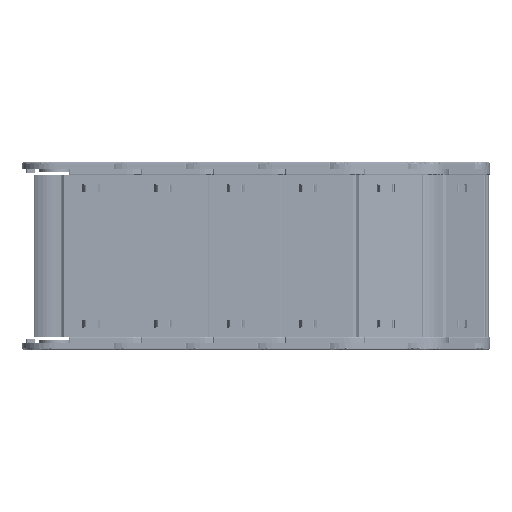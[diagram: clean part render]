
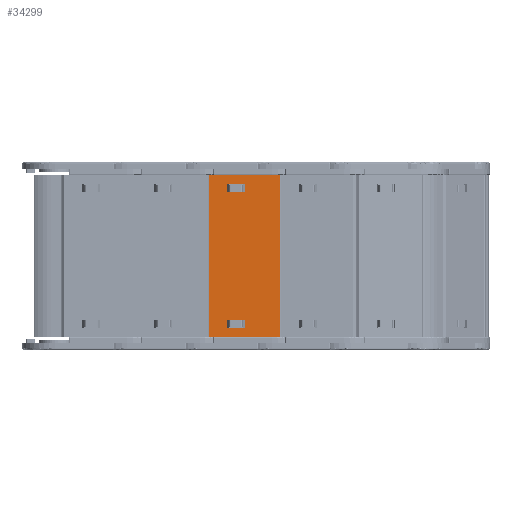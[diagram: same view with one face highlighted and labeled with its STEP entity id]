
A CAD part, front view. The second image highlights one B-rep face of the part: STEP entity #34299.
In plain terms, the highlighted planar face has unit normal (0, -1, 0).
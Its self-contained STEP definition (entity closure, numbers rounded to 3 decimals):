
#235 = EDGE_CURVE ( 'NONE', #13784, #44513, #7036, .T. ) ;
#1097 = VECTOR ( 'NONE', #8610, 1000. ) ;
#2293 = VERTEX_POINT ( 'NONE', #34948 ) ;
#2352 = ORIENTED_EDGE ( 'NONE', *, *, #19619, .F. ) ;
#2911 = ORIENTED_EDGE ( 'NONE', *, *, #31491, .T. ) ;
#3139 = ORIENTED_EDGE ( 'NONE', *, *, #235, .T. ) ;
#3494 = LINE ( 'NONE', #38525, #32249 ) ;
#4542 = LINE ( 'NONE', #16306, #39850 ) ;
#4704 = FACE_BOUND ( 'NONE', #5476, .T. ) ;
#5129 = CARTESIAN_POINT ( 'NONE',  ( -40.943, 70.399, -19.116 ) ) ;
#5476 = EDGE_LOOP ( 'NONE', ( #3139, #6627, #11022, #2911 ) ) ;
#5513 = CARTESIAN_POINT ( 'NONE',  ( -26.943, 70.399, 80.884 ) ) ;
#5593 = CARTESIAN_POINT ( 'NONE',  ( -43.943, 70.399, -32.166 ) ) ;
#5634 = ORIENTED_EDGE ( 'NONE', *, *, #31677, .F. ) ;
#6129 = EDGE_CURVE ( 'NONE', #20807, #34800, #4542, .T. ) ;
#6450 = CARTESIAN_POINT ( 'NONE',  ( -40.943, 70.399, 87.184 ) ) ;
#6627 = ORIENTED_EDGE ( 'NONE', *, *, #39709, .T. ) ;
#6718 = LINE ( 'NONE', #23181, #39302 ) ;
#7036 = LINE ( 'NONE', #43782, #1097 ) ;
#7525 = ORIENTED_EDGE ( 'NONE', *, *, #35308, .F. ) ;
#8092 = CARTESIAN_POINT ( 'NONE',  ( -68.923, 70.399, 93.934 ) ) ;
#8610 = DIRECTION ( 'NONE',  ( -1., 0., 0. ) ) ;
#9328 = VERTEX_POINT ( 'NONE', #35440 ) ;
#9824 = VERTEX_POINT ( 'NONE', #6450 ) ;
#10611 = CARTESIAN_POINT ( 'NONE',  ( -40.943, 70.399, 80.884 ) ) ;
#11022 = ORIENTED_EDGE ( 'NONE', *, *, #13024, .T. ) ;
#12065 = DIRECTION ( 'NONE',  ( -1., 0., 0. ) ) ;
#13024 = EDGE_CURVE ( 'NONE', #9824, #18395, #36932, .T. ) ;
#13784 = VERTEX_POINT ( 'NONE', #38708 ) ;
#15976 = DIRECTION ( 'NONE',  ( 1., 0., 0. ) ) ;
#16306 = CARTESIAN_POINT ( 'NONE',  ( -12.723, 70.399, 90.053 ) ) ;
#17936 = CARTESIAN_POINT ( 'NONE',  ( -68.923, 70.399, -32.166 ) ) ;
#18395 = VERTEX_POINT ( 'NONE', #29341 ) ;
#18863 = LINE ( 'NONE', #37144, #21026 ) ;
#19157 = DIRECTION ( 'NONE',  ( 0., 0., -1. ) ) ;
#19619 = EDGE_CURVE ( 'NONE', #34800, #29165, #27889, .T. ) ;
#19901 = PLANE ( 'NONE',  #26039 ) ;
#20119 = ORIENTED_EDGE ( 'NONE', *, *, #36723, .T. ) ;
#20547 = VERTEX_POINT ( 'NONE', #8092 ) ;
#20807 = VERTEX_POINT ( 'NONE', #37771 ) ;
#21026 = VECTOR ( 'NONE', #40614, 1000. ) ;
#21039 = ORIENTED_EDGE ( 'NONE', *, *, #6129, .F. ) ;
#22674 = LINE ( 'NONE', #5513, #30339 ) ;
#23181 = CARTESIAN_POINT ( 'NONE',  ( -40.943, 70.399, -25.416 ) ) ;
#23530 = DIRECTION ( 'NONE',  ( 0., 0., -1. ) ) ;
#24212 = EDGE_CURVE ( 'NONE', #20547, #29165, #31485, .T. ) ;
#24680 = ORIENTED_EDGE ( 'NONE', *, *, #29865, .F. ) ;
#24994 = CARTESIAN_POINT ( 'NONE',  ( -26.943, 70.399, -25.416 ) ) ;
#26039 = AXIS2_PLACEMENT_3D ( 'NONE', #27021, #26584, #43760 ) ;
#26378 = EDGE_CURVE ( 'NONE', #9328, #2293, #29698, .T. ) ;
#26573 = VECTOR ( 'NONE', #34187, 1000. ) ;
#26584 = DIRECTION ( 'NONE',  ( 0., 1., 0. ) ) ;
#27021 = CARTESIAN_POINT ( 'NONE',  ( -43.943, 70.399, 8.434 ) ) ;
#27135 = ORIENTED_EDGE ( 'NONE', *, *, #26378, .F. ) ;
#27889 = LINE ( 'NONE', #5593, #37151 ) ;
#27979 = FACE_OUTER_BOUND ( 'NONE', #39695, .T. ) ;
#28256 = CARTESIAN_POINT ( 'NONE',  ( -40.943, 70.399, 80.884 ) ) ;
#28333 = VERTEX_POINT ( 'NONE', #24994 ) ;
#29165 = VERTEX_POINT ( 'NONE', #17936 ) ;
#29341 = CARTESIAN_POINT ( 'NONE',  ( -26.943, 70.399, 87.184 ) ) ;
#29698 = LINE ( 'NONE', #5129, #42758 ) ;
#29711 = CARTESIAN_POINT ( 'NONE',  ( -68.923, 70.399, 90.053 ) ) ;
#29865 = EDGE_CURVE ( 'NONE', #42725, #28333, #6718, .T. ) ;
#30339 = VECTOR ( 'NONE', #19157, 1000. ) ;
#30383 = VECTOR ( 'NONE', #43823, 1000. ) ;
#30706 = CARTESIAN_POINT ( 'NONE',  ( -40.943, 70.399, 87.184 ) ) ;
#30978 = VECTOR ( 'NONE', #31922, 1000. ) ;
#31485 = LINE ( 'NONE', #29711, #30383 ) ;
#31491 = EDGE_CURVE ( 'NONE', #18395, #13784, #22674, .T. ) ;
#31677 = EDGE_CURVE ( 'NONE', #2293, #42725, #18863, .T. ) ;
#31922 = DIRECTION ( 'NONE',  ( 0., 0., 1. ) ) ;
#32249 = VECTOR ( 'NONE', #44751, 1000. ) ;
#32873 = VECTOR ( 'NONE', #41285, 1000. ) ;
#33501 = EDGE_LOOP ( 'NONE', ( #27135, #7525, #24680, #5634 ) ) ;
#34187 = DIRECTION ( 'NONE',  ( 1., 0., 0. ) ) ;
#34299 = ADVANCED_FACE ( 'NONE', ( #41569, #27979, #4704 ), #19901, .F. ) ;
#34800 = VERTEX_POINT ( 'NONE', #42317 ) ;
#34948 = CARTESIAN_POINT ( 'NONE',  ( -40.943, 70.399, -19.116 ) ) ;
#35308 = EDGE_CURVE ( 'NONE', #28333, #9328, #38825, .T. ) ;
#35440 = CARTESIAN_POINT ( 'NONE',  ( -26.943, 70.399, -19.116 ) ) ;
#36546 = DIRECTION ( 'NONE',  ( -1., 0., 0. ) ) ;
#36723 = EDGE_CURVE ( 'NONE', #20807, #20547, #3494, .T. ) ;
#36932 = LINE ( 'NONE', #30706, #26573 ) ;
#37144 = CARTESIAN_POINT ( 'NONE',  ( -40.943, 70.399, -19.116 ) ) ;
#37151 = VECTOR ( 'NONE', #36546, 1000. ) ;
#37704 = CARTESIAN_POINT ( 'NONE',  ( -40.943, 70.399, -25.416 ) ) ;
#37771 = CARTESIAN_POINT ( 'NONE',  ( -12.723, 70.399, 93.934 ) ) ;
#38027 = LINE ( 'NONE', #28256, #30978 ) ;
#38525 = CARTESIAN_POINT ( 'NONE',  ( -43.943, 70.399, 93.934 ) ) ;
#38708 = CARTESIAN_POINT ( 'NONE',  ( -26.943, 70.399, 80.884 ) ) ;
#38825 = LINE ( 'NONE', #40852, #32873 ) ;
#39302 = VECTOR ( 'NONE', #15976, 1000. ) ;
#39695 = EDGE_LOOP ( 'NONE', ( #21039, #20119, #42203, #2352 ) ) ;
#39709 = EDGE_CURVE ( 'NONE', #44513, #9824, #38027, .T. ) ;
#39850 = VECTOR ( 'NONE', #23530, 1000. ) ;
#40614 = DIRECTION ( 'NONE',  ( 0., 0., -1. ) ) ;
#40852 = CARTESIAN_POINT ( 'NONE',  ( -26.943, 70.399, -19.116 ) ) ;
#41285 = DIRECTION ( 'NONE',  ( 0., 0., 1. ) ) ;
#41569 = FACE_BOUND ( 'NONE', #33501, .T. ) ;
#42203 = ORIENTED_EDGE ( 'NONE', *, *, #24212, .T. ) ;
#42317 = CARTESIAN_POINT ( 'NONE',  ( -12.723, 70.399, -32.166 ) ) ;
#42725 = VERTEX_POINT ( 'NONE', #37704 ) ;
#42758 = VECTOR ( 'NONE', #12065, 1000. ) ;
#43760 = DIRECTION ( 'NONE',  ( 0., 0., -1. ) ) ;
#43782 = CARTESIAN_POINT ( 'NONE',  ( -40.943, 70.399, 80.884 ) ) ;
#43823 = DIRECTION ( 'NONE',  ( 0., 0., -1. ) ) ;
#44513 = VERTEX_POINT ( 'NONE', #10611 ) ;
#44751 = DIRECTION ( 'NONE',  ( -1., 0., 0. ) ) ;
